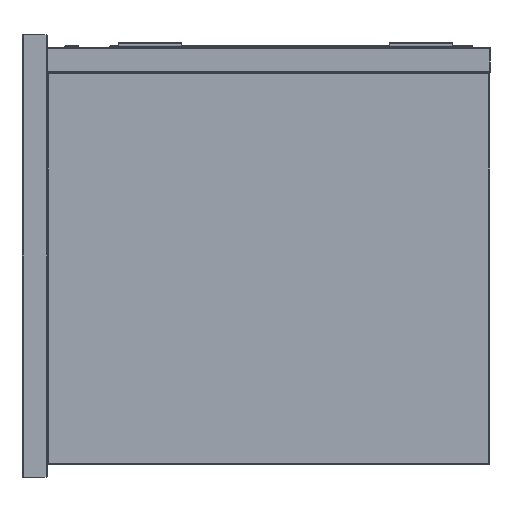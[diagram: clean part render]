
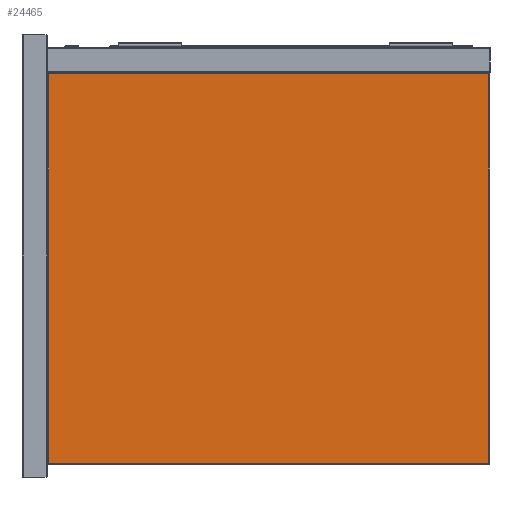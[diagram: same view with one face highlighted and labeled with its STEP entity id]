
A CAD part, left-side view. The second image highlights one B-rep face of the part: STEP entity #24465.
In plain terms, the highlighted planar face has unit normal (-1, 0, 0).
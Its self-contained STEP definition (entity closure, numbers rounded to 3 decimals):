
#304 = CARTESIAN_POINT ( 'NONE',  ( -500., -348., -42. ) ) ;
#2351 = CARTESIAN_POINT ( 'NONE',  ( -500., 348., -660. ) ) ;
#2622 = FACE_OUTER_BOUND ( 'NONE', #2650, .T. ) ;
#2650 = EDGE_LOOP ( 'NONE', ( #32301, #23723, #9210, #34704 ) ) ;
#6684 = EDGE_CURVE ( 'NONE', #23392, #29870, #17163, .T. ) ;
#8730 = DIRECTION ( 'NONE',  ( 0., 0., 1. ) ) ;
#9210 = ORIENTED_EDGE ( 'NONE', *, *, #32038, .T. ) ;
#11067 = VECTOR ( 'NONE', #21534, 1000. ) ;
#11411 = CARTESIAN_POINT ( 'NONE',  ( -500., 350., -42. ) ) ;
#11609 = CARTESIAN_POINT ( 'NONE',  ( -500., -350., -660. ) ) ;
#14590 = DIRECTION ( 'NONE',  ( 0., 0., -1. ) ) ;
#15791 = LINE ( 'NONE', #30750, #11067 ) ;
#15838 = CARTESIAN_POINT ( 'NONE',  ( -500., 348., -42. ) ) ;
#16699 = CARTESIAN_POINT ( 'NONE',  ( -500., -350., -658. ) ) ;
#17078 = DIRECTION ( 'NONE',  ( 0., -1., 0. ) ) ;
#17163 = LINE ( 'NONE', #11411, #32448 ) ;
#19658 = CARTESIAN_POINT ( 'NONE',  ( -500., -348., -658. ) ) ;
#21534 = DIRECTION ( 'NONE',  ( 0., 0., 1. ) ) ;
#21954 = AXIS2_PLACEMENT_3D ( 'NONE', #11609, #26529, #8730 ) ;
#23392 = VERTEX_POINT ( 'NONE', #304 ) ;
#23654 = PLANE ( 'NONE',  #21954 ) ;
#23723 = ORIENTED_EDGE ( 'NONE', *, *, #6684, .T. ) ;
#24465 = ADVANCED_FACE ( 'Fl�che7', ( #2622 ), #23654, .T. ) ;
#25115 = VERTEX_POINT ( 'NONE', #36575 ) ;
#25573 = VERTEX_POINT ( 'NONE', #19658 ) ;
#26529 = DIRECTION ( 'NONE',  ( -1., 0., 0. ) ) ;
#27154 = EDGE_CURVE ( 'NONE', #25573, #23392, #15791, .T. ) ;
#27693 = EDGE_CURVE ( 'NONE', #25115, #25573, #34904, .T. ) ;
#28849 = DIRECTION ( 'NONE',  ( 0., 1., 0. ) ) ;
#29870 = VERTEX_POINT ( 'NONE', #15838 ) ;
#30750 = CARTESIAN_POINT ( 'NONE',  ( -500., -348., -660. ) ) ;
#32038 = EDGE_CURVE ( 'NONE', #29870, #25115, #36649, .T. ) ;
#32291 = VECTOR ( 'NONE', #14590, 1000. ) ;
#32301 = ORIENTED_EDGE ( 'NONE', *, *, #27154, .T. ) ;
#32448 = VECTOR ( 'NONE', #28849, 1000. ) ;
#34704 = ORIENTED_EDGE ( 'NONE', *, *, #27693, .T. ) ;
#34904 = LINE ( 'NONE', #16699, #35572 ) ;
#35572 = VECTOR ( 'NONE', #17078, 1000. ) ;
#36575 = CARTESIAN_POINT ( 'NONE',  ( -500., 348., -658. ) ) ;
#36649 = LINE ( 'NONE', #2351, #32291 ) ;
